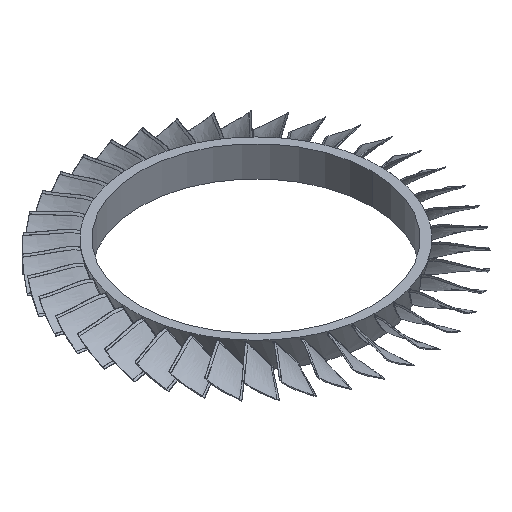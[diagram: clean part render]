
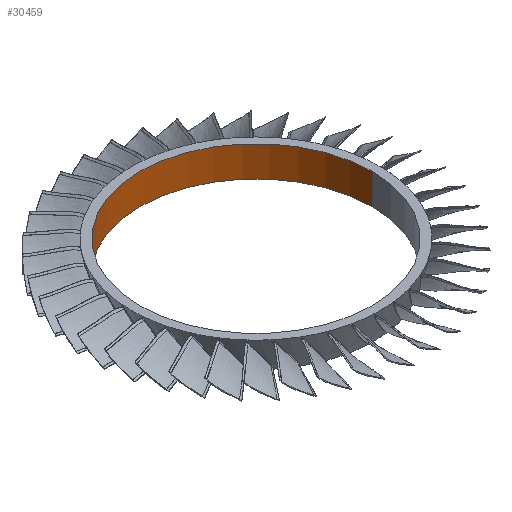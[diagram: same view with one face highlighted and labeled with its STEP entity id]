
A CAD part, isometric view. The second image highlights one B-rep face of the part: STEP entity #30459.
In plain terms, the highlighted cylindrical face has radius 99 mm (diameter 198 mm), a partial arc.
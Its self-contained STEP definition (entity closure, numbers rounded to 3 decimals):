
#30406 = EDGE_CURVE('',#30407,#30409,#30411,.T.);
#30407 = VERTEX_POINT('',#30408);
#30408 = CARTESIAN_POINT('',(99.,0.,40.02));
#30409 = VERTEX_POINT('',#30410);
#30410 = CARTESIAN_POINT('',(-99.,0.,40.02));
#30411 = CIRCLE('',#30412,99.);
#30412 = AXIS2_PLACEMENT_3D('',#30413,#30414,#30415);
#30413 = CARTESIAN_POINT('',(0.,0.,40.02));
#30414 = DIRECTION('',(0.,-0.,1.));
#30415 = DIRECTION('',(1.,0.,0.));
#30433 = EDGE_CURVE('',#30407,#30434,#30436,.T.);
#30434 = VERTEX_POINT('',#30435);
#30435 = CARTESIAN_POINT('',(99.,0.,66.02));
#30436 = LINE('',#30437,#30438);
#30437 = CARTESIAN_POINT('',(99.,0.,40.02));
#30438 = VECTOR('',#30439,1.);
#30439 = DIRECTION('',(0.,0.,1.));
#30442 = VERTEX_POINT('',#30443);
#30443 = CARTESIAN_POINT('',(-99.,0.,66.02));
#30450 = EDGE_CURVE('',#30409,#30442,#30451,.T.);
#30451 = B_SPLINE_CURVE_WITH_KNOTS('',1,(#30452,#30453),.UNSPECIFIED.,
  .F.,.F.,(2,2),(0.,26.),.PIECEWISE_BEZIER_KNOTS.);
#30452 = CARTESIAN_POINT('',(-99.,0.,40.02));
#30453 = CARTESIAN_POINT('',(-99.,0.,66.02));
#30459 = ADVANCED_FACE('Face 14',(#30460),#30472,.F.);
#30460 = FACE_BOUND('',#30461,.F.);
#30461 = EDGE_LOOP('',(#30462,#30469,#30470,#30471));
#30462 = ORIENTED_EDGE('',*,*,#30463,.F.);
#30463 = EDGE_CURVE('',#30434,#30442,#30464,.T.);
#30464 = CIRCLE('',#30465,99.);
#30465 = AXIS2_PLACEMENT_3D('',#30466,#30467,#30468);
#30466 = CARTESIAN_POINT('',(0.,0.,66.02));
#30467 = DIRECTION('',(0.,-0.,1.));
#30468 = DIRECTION('',(1.,0.,0.));
#30469 = ORIENTED_EDGE('',*,*,#30433,.F.);
#30470 = ORIENTED_EDGE('',*,*,#30406,.T.);
#30471 = ORIENTED_EDGE('',*,*,#30450,.T.);
#30472 = CYLINDRICAL_SURFACE('',#30473,99.);
#30473 = AXIS2_PLACEMENT_3D('',#30474,#30475,#30476);
#30474 = CARTESIAN_POINT('',(0.,0.,40.02));
#30475 = DIRECTION('',(0.,0.,1.));
#30476 = DIRECTION('',(1.,0.,0.));
